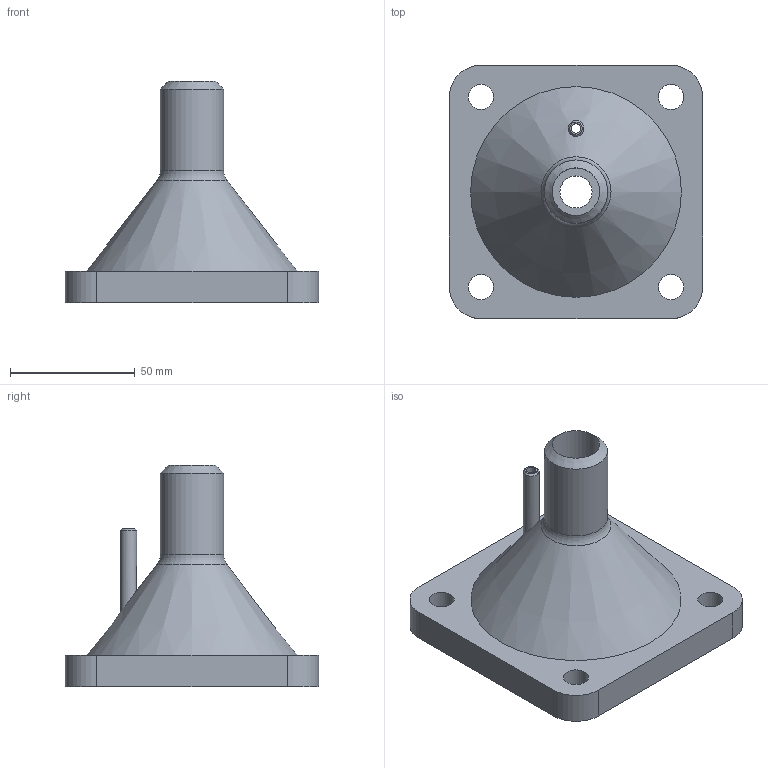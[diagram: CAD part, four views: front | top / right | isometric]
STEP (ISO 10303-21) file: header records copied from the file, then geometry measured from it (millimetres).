
FILE_DESCRIPTION(/* description */ (''),/* implementation_level */ '2;1');
FILE_NAME(/* name */ 'FrameToPipe.stp',/* time_stamp */ '2020-03-23T19:31:06-04:00',/* author */ ('emile'),/* organization */ (''),/* preprocessor_version */ 'ST-DEVELOPER v16.13',/* originating_system */ 'Autodesk Inventor 2018',/* authorisation */ '');
FILE_SCHEMA (('AUTOMOTIVE_DESIGN { 1 0 10303 214 3 1 1 }'));
Length unit declared in the file: inch
Products named in the file (1): FrameToPipe
Bounding box: 101.6 x 101.6 x 88.9 mm (x, y, z)
Volume: 118024.3 mm3; surface area: 44228.1 mm2
Topology: 1 solids, 1 shells, 49 faces, 134 edges, 88 vertices
Faces by surface type: cylinder 26, plane 13, bspline 5, cone 4, torus 1
Full cylindrical faces by diameter (mm): 3.81 x1, 6.35 x1, 10.084 x4, 12.827 x1, 15.875 x1, 19.05 x1, 25.4 x1
Entity records: 1751 total; most frequent: CARTESIAN_POINT 521, DIRECTION 252, ORIENTED_EDGE 224, EDGE_CURVE 112, AXIS2_PLACEMENT_3D 106, EDGE_LOOP 81, VERTEX_POINT 81, CIRCLE 57
